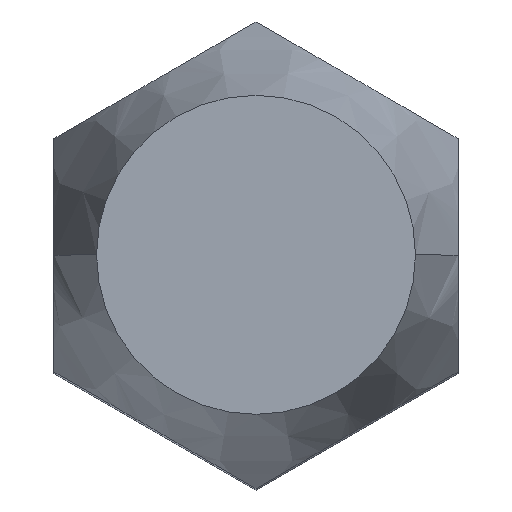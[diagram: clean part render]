
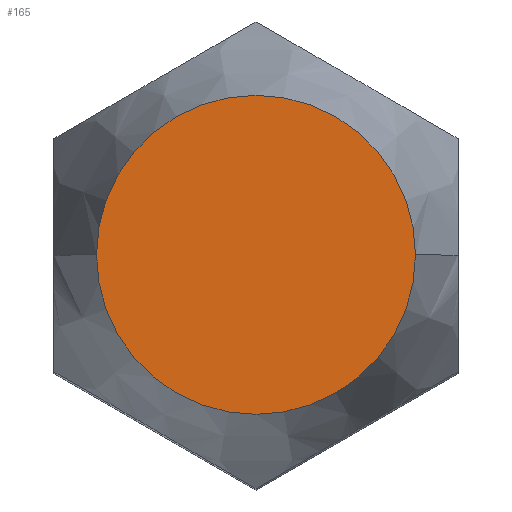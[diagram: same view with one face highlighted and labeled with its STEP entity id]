
A CAD part, top view. The second image highlights one B-rep face of the part: STEP entity #165.
In plain terms, the highlighted planar face has unit normal (0, 0, 1).
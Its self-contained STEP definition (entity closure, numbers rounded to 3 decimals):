
#20 = CARTESIAN_POINT ( 'NONE',  ( 0., 0., 50. ) ) ;
#43 = CARTESIAN_POINT ( 'NONE',  ( -7.5, 0., 50. ) ) ;
#51 = CARTESIAN_POINT ( 'NONE',  ( 7.5, 0., 50. ) ) ;
#97 = ORIENTED_EDGE ( 'NONE', *, *, #176, .T. ) ;
#165 = ADVANCED_FACE ( 'NONE', ( #398 ), #664, .T. ) ;
#176 = EDGE_CURVE ( 'NONE', #520, #434, #600, .T. ) ;
#204 = DIRECTION ( 'NONE',  ( 0., 0., 1. ) ) ;
#270 = CARTESIAN_POINT ( 'NONE',  ( 0., 0., 50. ) ) ;
#284 = EDGE_CURVE ( 'NONE', #434, #520, #718, .T. ) ;
#389 = DIRECTION ( 'NONE',  ( 1., 0., 0. ) ) ;
#398 = FACE_OUTER_BOUND ( 'NONE', #539, .T. ) ;
#423 = DIRECTION ( 'NONE',  ( 0., 0., 1. ) ) ;
#434 = VERTEX_POINT ( 'NONE', #51 ) ;
#519 = AXIS2_PLACEMENT_3D ( 'NONE', #793, #423, #733 ) ;
#520 = VERTEX_POINT ( 'NONE', #43 ) ;
#539 = EDGE_LOOP ( 'NONE', ( #97, #819 ) ) ;
#541 = AXIS2_PLACEMENT_3D ( 'NONE', #270, #204, #389 ) ;
#600 = CIRCLE ( 'NONE', #541, 7.5 ) ;
#664 = PLANE ( 'NONE',  #731 ) ;
#668 = DIRECTION ( 'NONE',  ( 0., 0., 1. ) ) ;
#718 = CIRCLE ( 'NONE', #519, 7.5 ) ;
#731 = AXIS2_PLACEMENT_3D ( 'NONE', #20, #668, #782 ) ;
#733 = DIRECTION ( 'NONE',  ( 1., 0., 0. ) ) ;
#782 = DIRECTION ( 'NONE',  ( 1., 0., 0. ) ) ;
#793 = CARTESIAN_POINT ( 'NONE',  ( 0., 0., 50. ) ) ;
#819 = ORIENTED_EDGE ( 'NONE', *, *, #284, .T. ) ;
